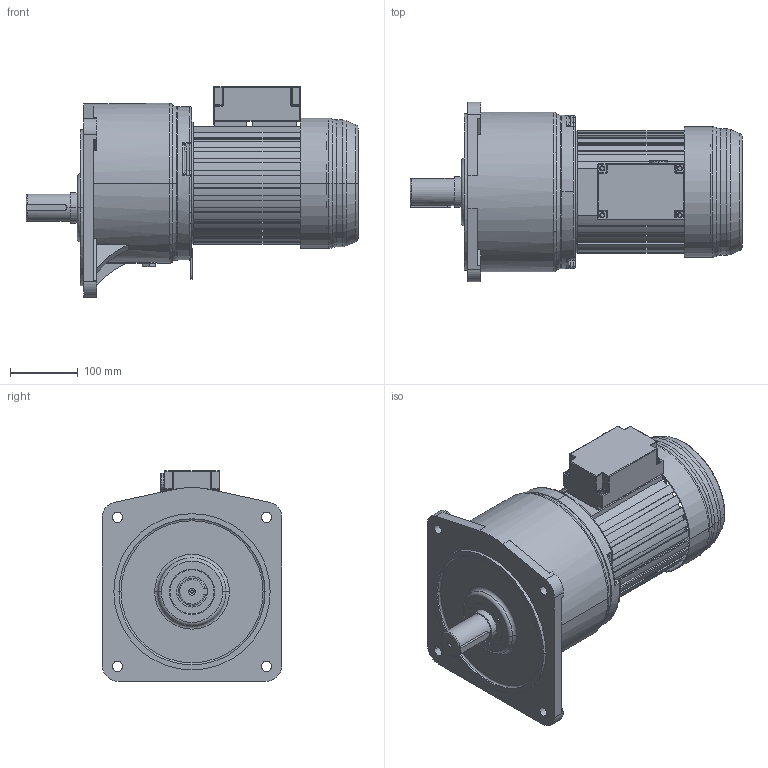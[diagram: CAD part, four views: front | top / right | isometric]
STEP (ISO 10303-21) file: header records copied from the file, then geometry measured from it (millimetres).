
FILE_DESCRIPTION (( 'STEP AP214' ), '1' );
FILE_NAME ('GV-40-1500-i-A-B-G4-DR.STEP', '2023-09-19T02:08:36', ( '' ), ( '' ), 'SwSTEP 2.0', 'SolidWorks 2021', '' );
FILE_SCHEMA (( 'AUTOMOTIVE_DESIGN' ));
Length unit declared in the file: millimetre
Products named in the file (7): G40_蕼偞; GV-40-1500-i-A-G4-DR(2)_蕼偞; 煞車接線盒DOWN-UP_預設; V40_蕼偞; 1500W190_蕼偞; GV-40-1500-i-A-B-G4-DR; 1500W_蕼偞
Assembly tree (6 placements, depth 3):
  GV-40-1500-i-A-B-G4-DR
    GV-40-1500-i-A-G4-DR(2)_蕼偞
      V40_蕼偞
      G40_蕼偞
      1500W_蕼偞
      1500W190_蕼偞
    煞車接線盒DOWN-UP_預設
Bounding box: 488.5 x 264.15 x 310.4 mm (x, y, z)
Volume: 3864386.8 mm3; surface area: 980517 mm2
Topology: 5 solids, 7 shells, 1202 faces, 3246 edges, 2075 vertices
Faces by surface type: plane 761, cylinder 302, torus 90, sphere 24, bspline 16, cone 9
Entity records: 39702 total; most frequent: CARTESIAN_POINT 8532, ORIENTED_EDGE 6452, DIRECTION 6310, EDGE_CURVE 3226, LINE 2402, VECTOR 2402, VERTEX_POINT 2075, AXIS2_PLACEMENT_3D 1954
